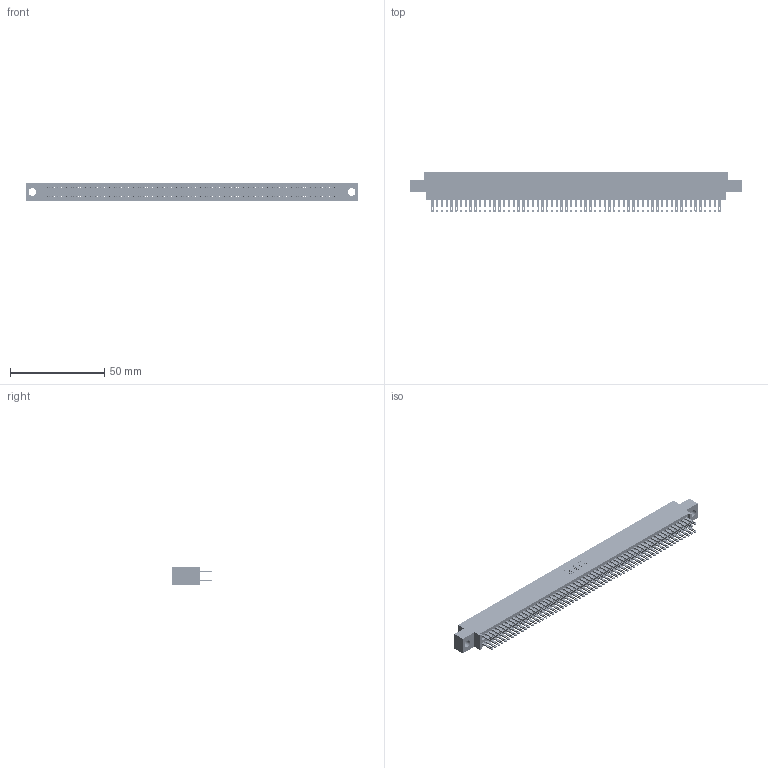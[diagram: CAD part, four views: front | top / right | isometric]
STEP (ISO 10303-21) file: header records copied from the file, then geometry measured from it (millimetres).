
FILE_DESCRIPTION (( 'STEP AP203' ), '1' );
FILE_NAME ('345-122-500-804.STEP', '2021-05-25T17:22:33', ( '' ), ( '' ), 'SwSTEP 2.0', 'SolidWorks 2020', '' );
FILE_SCHEMA (( 'CONFIG_CONTROL_DESIGN' ));
Length unit declared in the file: inch
Products named in the file (3): 345 Part_0.170 Offset - 0.156 Dia-TI; 345-122-500-804; 345-292-001_345-293-100
Assembly tree (123 placements, depth 2):
  345-122-500-804
    345 Part_0.170 Offset - 0.156 Dia-TI
    345-292-001_345-293-100  x122
Bounding box: 176.15 x 21.51 x 9.4 mm (x, y, z)
Volume: 17441.1 mm3; surface area: 27388.3 mm2
Topology: 123 solids, 123 shells, 5756 faces, 17591 edges, 11726 vertices
Faces by surface type: plane 3392, cylinder 2364
Entity records: 45785 total; most frequent: CARTESIAN_POINT 7662, ORIENTED_EDGE 7594, DIRECTION 6733, EDGE_CURVE 3797, LINE 3417, VECTOR 3417, VERTEX_POINT 2530, AXIS2_PLACEMENT_3D 1658
